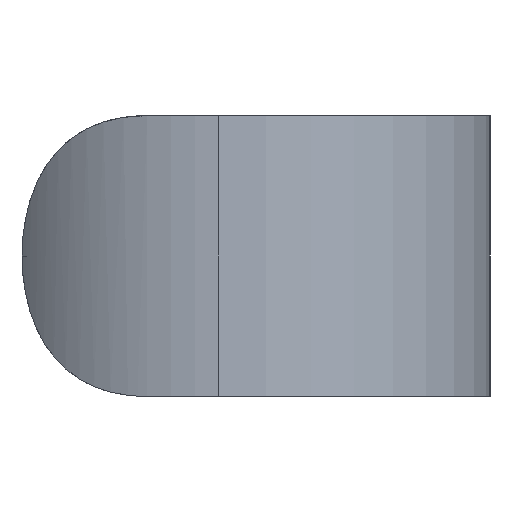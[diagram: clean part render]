
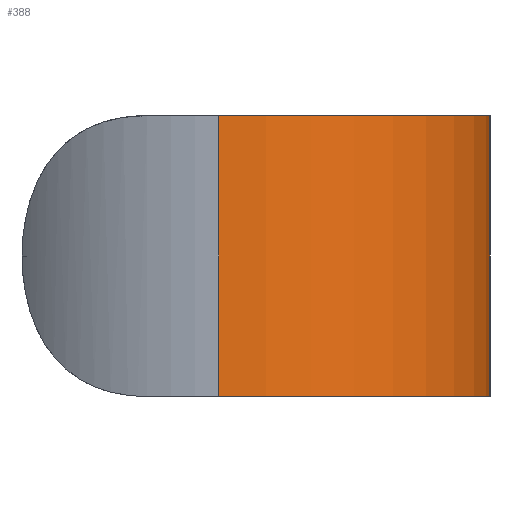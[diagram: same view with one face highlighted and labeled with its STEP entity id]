
A CAD part, left-side view. The second image highlights one B-rep face of the part: STEP entity #388.
In plain terms, the highlighted cylindrical face has radius 14.5 mm (diameter 29 mm), a partial arc.
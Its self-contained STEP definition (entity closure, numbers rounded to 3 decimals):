
#15 = DIRECTION ( 'NONE',  ( 0., 0., 1. ) ) ;
#28 = CARTESIAN_POINT ( 'NONE',  ( -65.5, 0., 15. ) ) ;
#31 = CARTESIAN_POINT ( 'NONE',  ( -65.5, 0., 15. ) ) ;
#65 = AXIS2_PLACEMENT_3D ( 'NONE', #380, #283, #227 ) ;
#78 = VECTOR ( 'NONE', #598, 1000. ) ;
#99 = CARTESIAN_POINT ( 'NONE',  ( -65.5, 0., 0. ) ) ;
#126 = VERTEX_POINT ( 'NONE', #99 ) ;
#143 = ORIENTED_EDGE ( 'NONE', *, *, #313, .F. ) ;
#179 = LINE ( 'NONE', #31, #532 ) ;
#227 = DIRECTION ( 'NONE',  ( -1., 0., 0. ) ) ;
#254 = AXIS2_PLACEMENT_3D ( 'NONE', #329, #15, #287 ) ;
#283 = DIRECTION ( 'NONE',  ( 0., 0., -1. ) ) ;
#287 = DIRECTION ( 'NONE',  ( 1., 0., 0. ) ) ;
#303 = EDGE_CURVE ( 'NONE', #126, #433, #563, .T. ) ;
#308 = CIRCLE ( 'NONE', #412, 14.5 ) ;
#313 = EDGE_CURVE ( 'NONE', #556, #455, #308, .T. ) ;
#325 = DIRECTION ( 'NONE',  ( 1., 0., 0. ) ) ;
#329 = CARTESIAN_POINT ( 'NONE',  ( -51., 0., 0. ) ) ;
#335 = EDGE_LOOP ( 'NONE', ( #143, #673, #462, #574 ) ) ;
#380 = CARTESIAN_POINT ( 'NONE',  ( -51., 0., 15. ) ) ;
#388 = ADVANCED_FACE ( 'NONE', ( #516 ), #405, .T. ) ;
#405 = CYLINDRICAL_SURFACE ( 'NONE', #65, 14.5 ) ;
#412 = AXIS2_PLACEMENT_3D ( 'NONE', #483, #635, #325 ) ;
#433 = VERTEX_POINT ( 'NONE', #544 ) ;
#455 = VERTEX_POINT ( 'NONE', #596 ) ;
#462 = ORIENTED_EDGE ( 'NONE', *, *, #303, .T. ) ;
#483 = CARTESIAN_POINT ( 'NONE',  ( -51., 0., 15. ) ) ;
#508 = EDGE_CURVE ( 'NONE', #556, #126, #179, .T. ) ;
#516 = FACE_OUTER_BOUND ( 'NONE', #335, .T. ) ;
#532 = VECTOR ( 'NONE', #590, 1000. ) ;
#544 = CARTESIAN_POINT ( 'NONE',  ( -51., -14.5, 0. ) ) ;
#552 = CARTESIAN_POINT ( 'NONE',  ( -51., -14.5, 15. ) ) ;
#555 = LINE ( 'NONE', #552, #78 ) ;
#556 = VERTEX_POINT ( 'NONE', #28 ) ;
#563 = CIRCLE ( 'NONE', #254, 14.5 ) ;
#574 = ORIENTED_EDGE ( 'NONE', *, *, #589, .F. ) ;
#589 = EDGE_CURVE ( 'NONE', #455, #433, #555, .T. ) ;
#590 = DIRECTION ( 'NONE',  ( 0., 0., -1. ) ) ;
#596 = CARTESIAN_POINT ( 'NONE',  ( -51., -14.5, 15. ) ) ;
#598 = DIRECTION ( 'NONE',  ( 0., 0., -1. ) ) ;
#635 = DIRECTION ( 'NONE',  ( 0., 0., 1. ) ) ;
#673 = ORIENTED_EDGE ( 'NONE', *, *, #508, .T. ) ;
